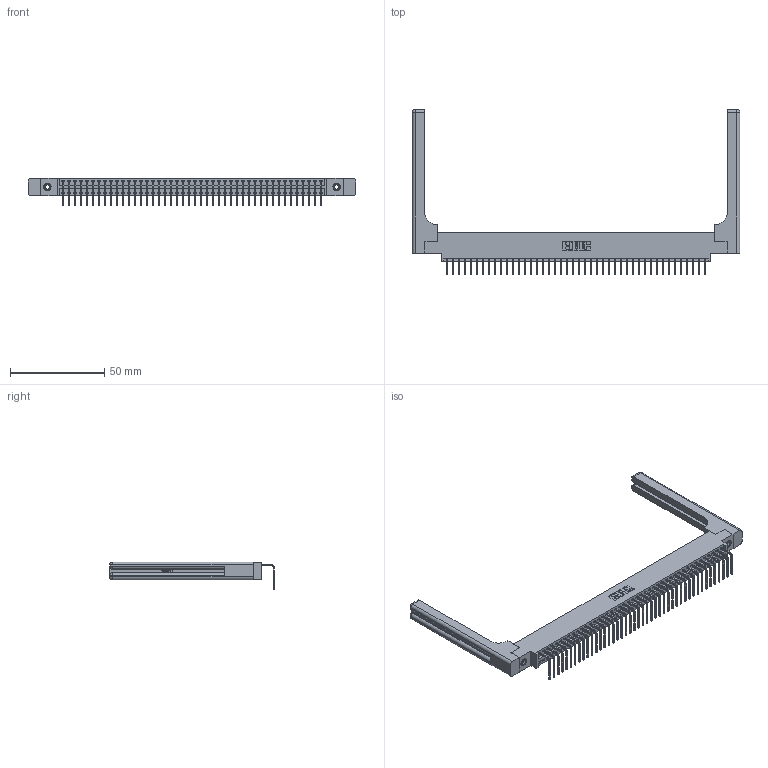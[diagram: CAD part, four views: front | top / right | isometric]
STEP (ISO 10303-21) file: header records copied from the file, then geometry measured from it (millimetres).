
FILE_DESCRIPTION (( 'STEP AP203' ), '1' );
FILE_NAME ('346-044-558-658.STEP', '2022-05-09T17:39:54', ( '' ), ( '' ), 'SwSTEP 2.0', 'SolidWorks 2020', '' );
FILE_SCHEMA (( 'CONFIG_CONTROL_DESIGN' ));
Length unit declared in the file: inch
Products named in the file (5): 345-292-001_558 Tail - 2; 346-220-058_345-220-058; 345-250-001_345-250-001-102; 346-044-558-658; 346 Part_0.170 Offset - 0.156 Dia-TH
Assembly tree (49 placements, depth 2):
  346-044-558-658
    346 Part_0.170 Offset - 0.156 Dia-TH
    345-292-001_558 Tail - 2  x44
    345-250-001_345-250-001-102  x2
    346-220-058_345-220-058  x2
Bounding box: 173.76 x 87.44 x 14.73 mm (x, y, z)
Volume: 24138.9 mm3; surface area: 27031.8 mm2
Topology: 49 solids, 49 shells, 3036 faces, 9051 edges, 5954 vertices
Faces by surface type: plane 2090, cylinder 886, bspline 36, cone 12, sphere 8, torus 4
Entity records: 32852 total; most frequent: CARTESIAN_POINT 6615, ORIENTED_EDGE 5388, DIRECTION 4762, EDGE_CURVE 2694, VECTOR 2294, LINE 2294, VERTEX_POINT 1786, AXIS2_PLACEMENT_3D 1234
